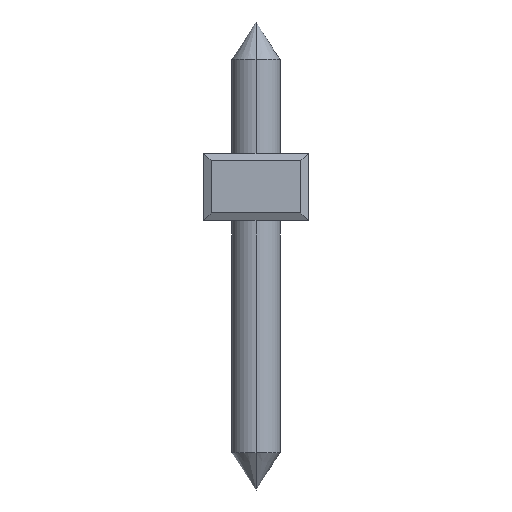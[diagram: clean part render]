
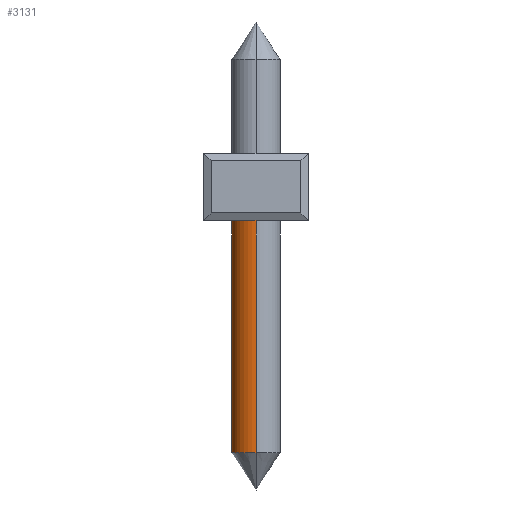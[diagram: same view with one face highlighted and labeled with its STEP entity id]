
A CAD part, front view. The second image highlights one B-rep face of the part: STEP entity #3131.
In plain terms, the highlighted cylindrical face has radius 0.65 mm (diameter 1.3 mm), a partial arc.
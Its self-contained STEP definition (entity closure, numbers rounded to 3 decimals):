
#901=CARTESIAN_POINT('',(1.4,-22.5,0.2));
#902=DIRECTION('',(0.,0.,1.));
#903=DIRECTION('',(0.,1.,0.));
#904=AXIS2_PLACEMENT_3D('',#901,#902,#903);
#911=CARTESIAN_POINT('',(1.4,-22.5,-6.2));
#912=DIRECTION('',(0.,0.,1.));
#913=DIRECTION('',(0.,1.,0.));
#914=AXIS2_PLACEMENT_3D('',#911,#912,#913);
#916=DIRECTION('',(0.,0.,1.));
#917=VECTOR('',#916,6.4);
#918=CARTESIAN_POINT('',(1.4,-21.85,-6.2));
#919=LINE('',#918,#917);
#925=DIRECTION('',(0.,0.,1.));
#926=VECTOR('',#925,6.4);
#927=CARTESIAN_POINT('',(1.4,-23.15,-6.2));
#928=LINE('',#927,#926);
#1770=CARTESIAN_POINT('',(1.4,-21.85,-6.2));
#1772=VERTEX_POINT('',#1770);
#1777=CARTESIAN_POINT('',(1.4,-23.15,-6.2));
#1778=VERTEX_POINT('',#1777);
#1781=CARTESIAN_POINT('',(1.4,-21.85,0.2));
#1782=CARTESIAN_POINT('',(1.4,-23.15,0.2));
#1783=VERTEX_POINT('',#1781);
#1784=VERTEX_POINT('',#1782);
#3117=CARTESIAN_POINT('',(1.4,-22.5,-7.825));
#3118=DIRECTION('',(0.,0.,1.));
#3119=DIRECTION('',(0.,1.,0.));
#3120=AXIS2_PLACEMENT_3D('',#3117,#3118,#3119);
#3121=CYLINDRICAL_SURFACE('',#3120,0.65);
#3122=ORIENTED_EDGE('',*,*,#3098,.T.);
#3124=ORIENTED_EDGE('',*,*,#3123,.F.);
#3126=ORIENTED_EDGE('',*,*,#3125,.F.);
#3128=ORIENTED_EDGE('',*,*,#3127,.T.);
#3129=EDGE_LOOP('',(#3122,#3124,#3126,#3128));
#3130=FACE_OUTER_BOUND('',#3129,.F.);
#3131=ADVANCED_FACE('',(#3130),#3121,.T.);
#905=CIRCLE('',#904,0.65);
#915=CIRCLE('',#914,0.65);
#3098=EDGE_CURVE('',#1783,#1784,#905,.T.);
#3123=EDGE_CURVE('',#1778,#1784,#928,.T.);
#3125=EDGE_CURVE('',#1772,#1778,#915,.T.);
#3127=EDGE_CURVE('',#1772,#1783,#919,.T.);
